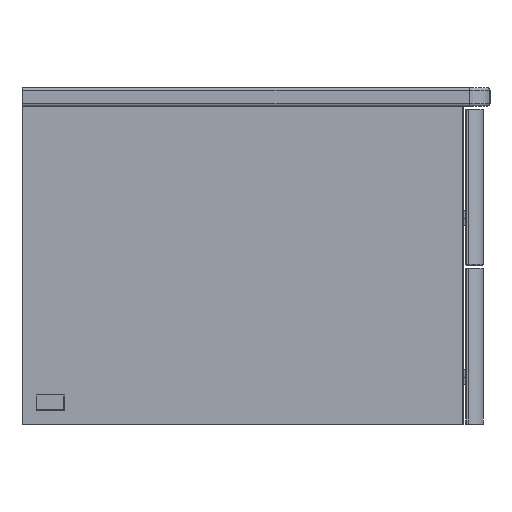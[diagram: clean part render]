
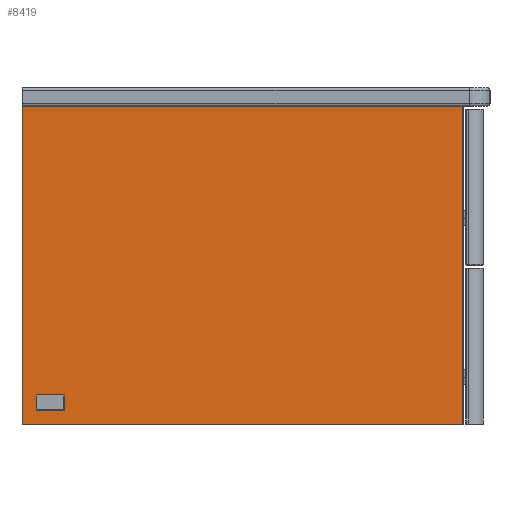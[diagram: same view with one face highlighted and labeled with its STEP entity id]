
A CAD part, left-side view. The second image highlights one B-rep face of the part: STEP entity #8419.
In plain terms, the highlighted planar face has unit normal (-1, 0, 0).
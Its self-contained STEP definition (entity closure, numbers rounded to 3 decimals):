
#8268=CARTESIAN_POINT('',(69073.57,-1885.166,170.0));
#8269=VERTEX_POINT('',#8268);
#8276=CARTESIAN_POINT('',(69073.57,-1885.166,-170.0));
#8277=VERTEX_POINT('',#8276);
#8278=CARTESIAN_POINT('',(69073.57,-1885.166,170.0));
#8279=DIRECTION('',(0.0,0.0,-1.0));
#8280=VECTOR('',#8279,340.0);
#8281=LINE('',#8278,#8280);
#8282=EDGE_CURVE('',#8269,#8277,#8281,.T.);
#8338=CARTESIAN_POINT('',(69073.57,-1414.166,-170.0));
#8339=VERTEX_POINT('',#8338);
#8340=CARTESIAN_POINT('',(69073.57,-1414.166,-170.0));
#8341=DIRECTION('',(0.0,-1.0,0.0));
#8342=VECTOR('',#8341,471.0);
#8343=LINE('',#8340,#8342);
#8344=EDGE_CURVE('',#8339,#8277,#8343,.T.);
#8396=CARTESIAN_POINT('',(69073.57,-1649.666,-170.001));
#8397=DIRECTION('',(-1.0,0.0,0.0));
#8398=DIRECTION('',(0.0,0.0,1.0));
#8399=AXIS2_PLACEMENT_3D('',#8396,#8397,#8398);
#8400=PLANE('',#8399);
#8401=ORIENTED_EDGE('',*,*,#8282,.F.);
#8402=CARTESIAN_POINT('',(69073.57,-1414.166,170.0));
#8403=VERTEX_POINT('',#8402);
#8404=CARTESIAN_POINT('',(69073.57,-1414.166,170.0));
#8405=DIRECTION('',(0.0,-1.0,0.0));
#8406=VECTOR('',#8405,471.0);
#8407=LINE('',#8404,#8406);
#8408=EDGE_CURVE('',#8403,#8269,#8407,.T.);
#8409=ORIENTED_EDGE('',*,*,#8408,.F.);
#8410=CARTESIAN_POINT('',(69073.57,-1414.166,-170.0));
#8411=DIRECTION('',(0.0,0.0,1.0));
#8412=VECTOR('',#8411,340.0);
#8413=LINE('',#8410,#8412);
#8414=EDGE_CURVE('',#8339,#8403,#8413,.T.);
#8415=ORIENTED_EDGE('',*,*,#8414,.F.);
#8416=ORIENTED_EDGE('',*,*,#8344,.T.);
#8417=EDGE_LOOP('',(#8401,#8409,#8415,#8416));
#8418=FACE_OUTER_BOUND('',#8417,.T.);
#8419=ADVANCED_FACE('',(#8418),#8400,.T.);
